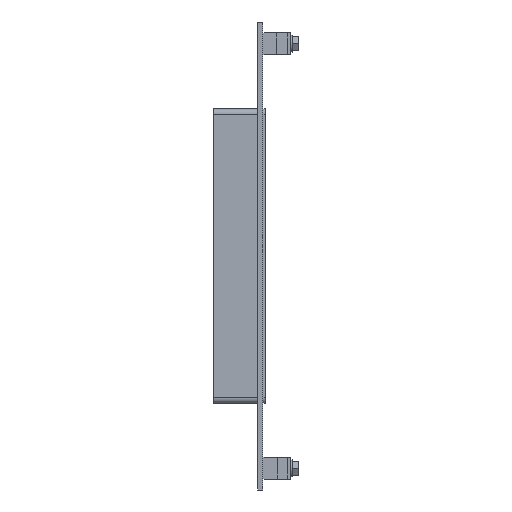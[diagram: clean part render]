
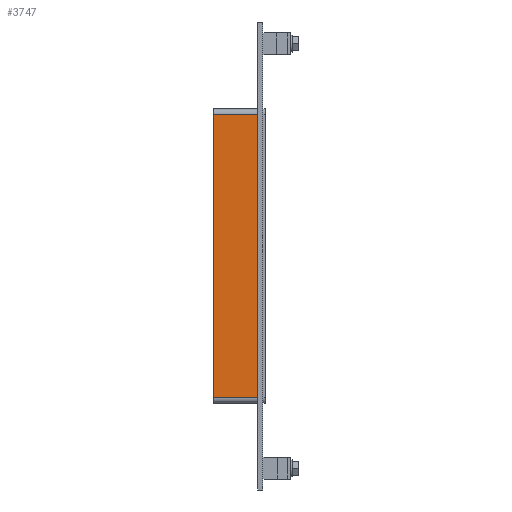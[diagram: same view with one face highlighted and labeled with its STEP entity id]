
A CAD part, left-side view. The second image highlights one B-rep face of the part: STEP entity #3747.
In plain terms, the highlighted planar face has unit normal (-1, 0, 0).
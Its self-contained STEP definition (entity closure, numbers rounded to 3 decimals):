
#1491=CARTESIAN_POINT('',(-392.5,57.0,-163.5));
#1492=VERTEX_POINT('',#1491);
#1502=CARTESIAN_POINT('',(-392.5,57.0,163.5));
#1503=VERTEX_POINT('',#1502);
#1504=CARTESIAN_POINT('',(-392.5,57.0,-163.5));
#1505=DIRECTION('',(0.0,0.0,1.0));
#1506=VECTOR('',#1505,327.);
#1507=LINE('',#1504,#1506);
#1508=EDGE_CURVE('',#1492,#1503,#1507,.T.);
#3253=CARTESIAN_POINT('',(-392.5,6.,163.5));
#3254=VERTEX_POINT('',#3253);
#3264=CARTESIAN_POINT('',(-392.5,6.,-163.5));
#3265=VERTEX_POINT('',#3264);
#3266=CARTESIAN_POINT('',(-392.5,6.,-163.5));
#3267=DIRECTION('',(0.0,0.0,1.0));
#3268=VECTOR('',#3267,327.0);
#3269=LINE('',#3266,#3268);
#3270=EDGE_CURVE('',#3265,#3254,#3269,.T.);
#3686=CARTESIAN_POINT('',(-392.5,6.,-163.5));
#3687=DIRECTION('',(0.0,1.0,0.0));
#3688=VECTOR('',#3687,51.0);
#3689=LINE('',#3686,#3688);
#3690=EDGE_CURVE('',#3265,#1492,#3689,.T.);
#3731=CARTESIAN_POINT('',(-392.5,0.0,-169.5));
#3732=DIRECTION('',(-1.0,0.0,0.0));
#3733=DIRECTION('',(0.0,0.0,1.0));
#3734=AXIS2_PLACEMENT_3D('',#3731,#3732,#3733);
#3735=PLANE('',#3734);
#3736=ORIENTED_EDGE('',*,*,#3270,.T.);
#3737=CARTESIAN_POINT('',(-392.5,57.0,163.5));
#3738=DIRECTION('',(0.0,-1.0,0.0));
#3739=VECTOR('',#3738,51.0);
#3740=LINE('',#3737,#3739);
#3741=EDGE_CURVE('',#1503,#3254,#3740,.T.);
#3742=ORIENTED_EDGE('',*,*,#3741,.F.);
#3743=ORIENTED_EDGE('',*,*,#1508,.F.);
#3744=ORIENTED_EDGE('',*,*,#3690,.F.);
#3745=EDGE_LOOP('',(#3736,#3742,#3743,#3744));
#3746=FACE_OUTER_BOUND('',#3745,.T.);
#3747=ADVANCED_FACE('',(#3746),#3735,.T.);
